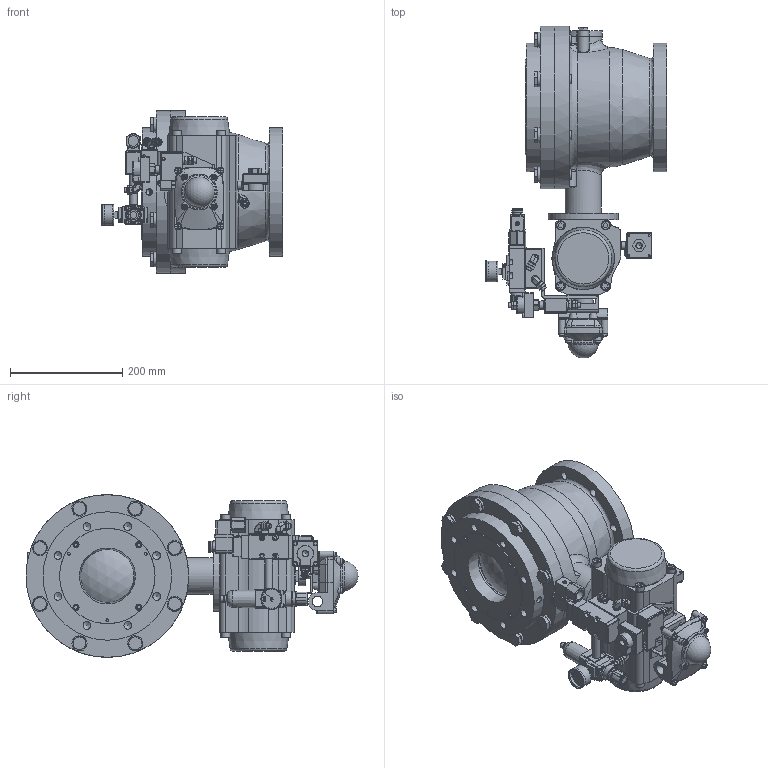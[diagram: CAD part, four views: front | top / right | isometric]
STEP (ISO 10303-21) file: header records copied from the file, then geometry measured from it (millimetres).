
FILE_DESCRIPTION((''),'2;1');
FILE_NAME('DOME 100A STP.stp','2014-04-16T08:42:31',('Administrator'),(''),'Autodesk Inventor 2009','Autodesk Inventor 2009','');
FILE_SCHEMA(('AUTOMOTIVE_DESIGN { 1 0 10303 214 1 1 1 1 }'));
Length unit declared in the file: millimetre
Products named in the file (50): 조립품130315; 100A BODY -130315; BALL2-1; BALL2-2; 100A FLANGE -130305; SEAT RING; SEAT; SEAT COVER-100A; 2t -washer; shaft -top -130315; bottom shaft-130315; bottomplate; o-ring; gland-bush; gland-bush-2; p34 oring; spring pin 60; g-200; m-16 -60L; m16 spring washer; m6-lanch-L20; m10-25L bolt; hp100-130320; 메카니컬 캠; BRAKET; 메커니컬밸브; apl-210-braket-1; sol-block-50a; apl-210; AQ-2000; 니블-1; solvalve; solvalvebody; sol-nut; oring; solcoil-1; solcoil-1_1; solcoil-1_2; 메카니컬 밸브 커버; pitting ...
Assembly tree (79 placements, depth 4):
  조립품130315
    100A BODY -130315
    BALL2-1
    BALL2-2
    100A FLANGE -130305
    SEAT RING
    SEAT
    SEAT COVER-100A
    2t -washer  x2
    shaft -top -130315
    bottom shaft-130315
    bottomplate
    o-ring  x2
    gland-bush
    gland-bush-2
    p34 oring  x2
    spring pin 60  x2
    g-200
    m-16 -60L  x8
    m16 spring washer  x8
    m6-lanch-L20  x4
    m10-25L bolt
    hp100-130320
    메카니컬 캠  x2
    BRAKET
    메커니컬밸브
    apl-210-braket-1
    sol-block-50a
    apl-210
    AQ-2000  x2
    니블-1  x2
    solvalve
      solvalvebody
      sol-nut
      oring  x2
      solcoil-1
        solcoil-1_1
        solcoil-1_2
    메카니컬 밸브 커버
    pitting
      pitting- body
      pitting ring
      pitting sleeve
    pitting-L  x4
      pitting-L
      pitting sleeve
      pitting ring
    smc-aw-20
      smc-aw-20_1
      smc-aw-20_2
      smc-aw-20_3
    니블-50
Bounding box: 324.32 x 591.83 x 290 mm (x, y, z)
Volume: 11264957.5 mm3; surface area: 1402956.5 mm2
Topology: 80 solids, 81 shells, 3170 faces, 7987 edges, 5149 vertices
Faces by surface type: plane 1798, cylinder 787, cone 294, bspline 183, torus 102, sphere 6
Full cylindrical faces by diameter (mm): 2 x4, 2.5 x4, 3 x4, 3.242 x3, 3.5 x8, 3.8 x5, 4 x4, 4.134 x12, 4.5 x4, 4.8 x5, 4.917 x16, 5 x2, 5.5 x12, 6 x11, 6.5 x9, 6.647 x5, 7 x8, 7.5 x1, 8 x18, 8.376 x7, 8.5 x5, 8.566 x1, 9 x11, 9.1 x1, 9.5 x1, 10 x15, 10.1 x1, 10.106 x5, 10.5 x13, 10.566 x1
Entity records: 93663 total; most frequent: CARTESIAN_POINT 29909, DIRECTION 12587, ORIENTED_EDGE 12082, EDGE_CURVE 6041, AXIS2_PLACEMENT_3D 4468, VERTEX_POINT 4147, VECTOR 3651, LINE 3651
